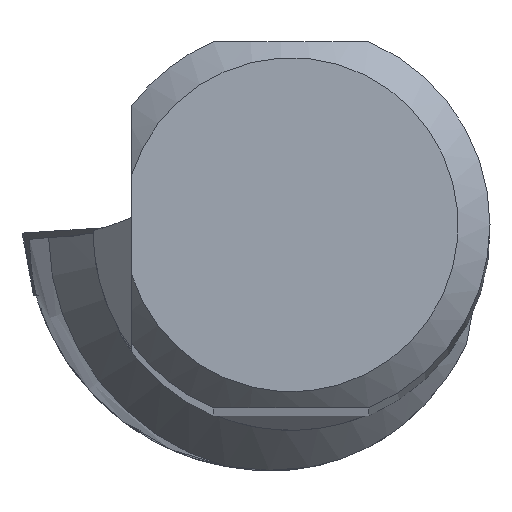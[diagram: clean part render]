
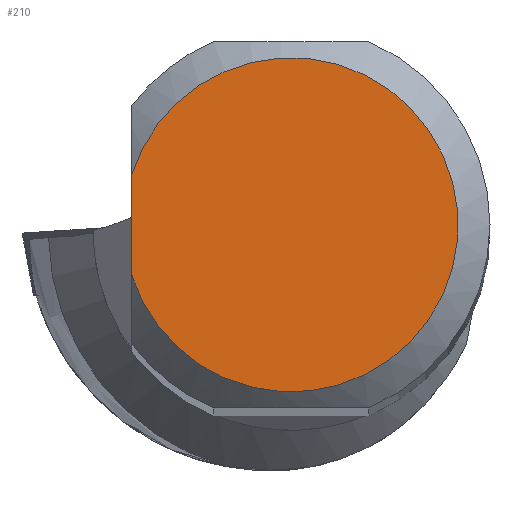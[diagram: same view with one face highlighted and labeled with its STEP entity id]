
A CAD part, top view. The second image highlights one B-rep face of the part: STEP entity #210.
In plain terms, the highlighted planar face has unit normal (0, 0, 1).
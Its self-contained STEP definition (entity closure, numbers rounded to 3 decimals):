
#171=FACE_OUTER_BOUND('',#381,.T.);
#210=ADVANCED_FACE('CU_SU_BP3',(#171),#237,.T.);
#237=PLANE('',#939);
#277=LINE('',#1493,#317);
#317=VECTOR('',#1119,1.);
#381=EDGE_LOOP('',(#525,#526));
#525=ORIENTED_EDGE('',*,*,#762,.F.);
#526=ORIENTED_EDGE('',*,*,#763,.T.);
#672=VERTEX_POINT('',#1494);
#673=VERTEX_POINT('',#1495);
#762=EDGE_CURVE('',#672,#673,#277,.T.);
#763=EDGE_CURVE('',#672,#673,#809,.T.);
#809=CIRCLE('',#938,10.491);
#938=AXIS2_PLACEMENT_3D('',#1496,#1120,#1121);
#939=AXIS2_PLACEMENT_3D('',#1497,#1122,#1123);
#1119=DIRECTION('',(0.,1.,0.));
#1120=DIRECTION('',(0.,0.,1.));
#1121=DIRECTION('',(1.,0.,0.));
#1122=DIRECTION('',(0.,0.,1.));
#1123=DIRECTION('',(1.,0.,0.));
#1493=CARTESIAN_POINT('',(-10.009,0.,0.));
#1494=CARTESIAN_POINT('',(-10.009,-3.145,0.));
#1495=CARTESIAN_POINT('',(-10.009,3.145,0.));
#1496=CARTESIAN_POINT('',(0.,0.,0.));
#1497=CARTESIAN_POINT('',(0.,0.,
0.));
